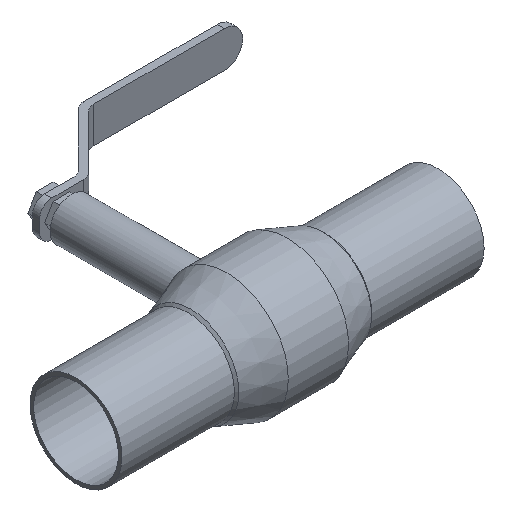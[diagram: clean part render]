
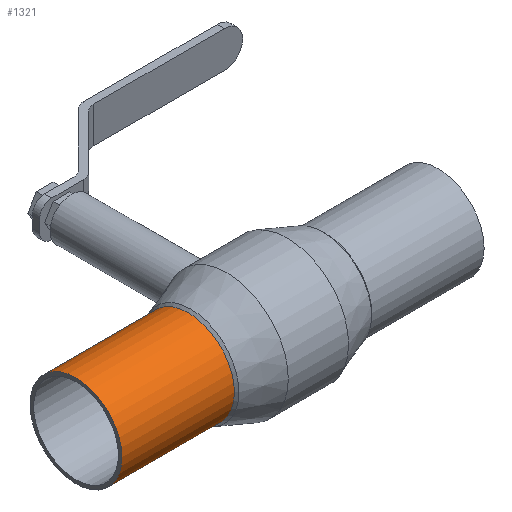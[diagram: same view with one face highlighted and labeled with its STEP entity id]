
A CAD part, isometric view. The second image highlights one B-rep face of the part: STEP entity #1321.
In plain terms, the highlighted cylindrical face has radius 38.05 mm (diameter 76.1 mm), a full revolution.
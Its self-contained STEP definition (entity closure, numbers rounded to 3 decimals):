
#1279=CARTESIAN_POINT('',(0.0,38.05,0.0));
#1280=VERTEX_POINT('',#1279);
#1281=CARTESIAN_POINT('',(0.0,0.0,0.0));
#1282=DIRECTION('',(1.0,0.0,0.0));
#1283=DIRECTION('',(0.0,1.0,0.0));
#1284=AXIS2_PLACEMENT_3D('',#1281,#1282,#1283);
#1285=CIRCLE('',#1284,38.05);
#1286=EDGE_CURVE('',#1280,#1280,#1285,.T.);
#1302=CARTESIAN_POINT('',(46.59,0.0,0.0));
#1303=DIRECTION('',(1.0,0.0,0.0));
#1304=DIRECTION('',(0.0,1.0,0.0));
#1305=AXIS2_PLACEMENT_3D('',#1302,#1303,#1304);
#1306=CYLINDRICAL_SURFACE('',#1305,38.05);
#1307=CARTESIAN_POINT('',(93.18,38.05,0.0));
#1308=VERTEX_POINT('',#1307);
#1309=CARTESIAN_POINT('',(93.18,0.0,0.0));
#1310=DIRECTION('',(1.0,0.0,0.0));
#1311=DIRECTION('',(0.0,1.0,0.0));
#1312=AXIS2_PLACEMENT_3D('',#1309,#1310,#1311);
#1313=CIRCLE('',#1312,38.05);
#1314=EDGE_CURVE('',#1308,#1308,#1313,.T.);
#1315=ORIENTED_EDGE('',*,*,#1314,.F.);
#1316=EDGE_LOOP('',(#1315));
#1317=FACE_OUTER_BOUND('',#1316,.T.);
#1318=ORIENTED_EDGE('',*,*,#1286,.T.);
#1319=EDGE_LOOP('',(#1318));
#1320=FACE_BOUND('',#1319,.T.);
#1321=ADVANCED_FACE('',(#1317,#1320),#1306,.T.);
